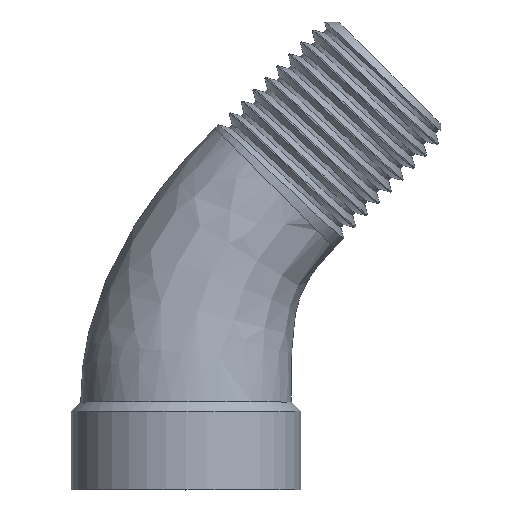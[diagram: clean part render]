
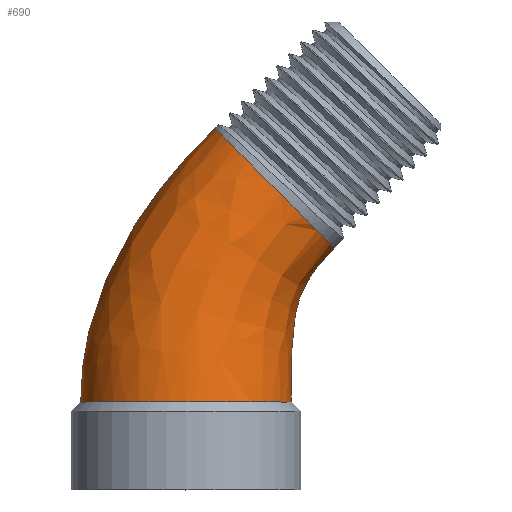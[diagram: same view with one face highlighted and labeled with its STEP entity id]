
A CAD part, top view. The second image highlights one B-rep face of the part: STEP entity #690.
In plain terms, the highlighted free-form (B-spline) face has degree [3, 3] with [11, 4] control points.
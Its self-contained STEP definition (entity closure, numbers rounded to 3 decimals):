
#60=B_SPLINE_SURFACE_WITH_KNOTS('',3,3,((#5515,#5516,#5517,#5518),(#5519,
#5520,#5521,#5522),(#5523,#5524,#5525,#5526),(#5527,#5528,#5529,#5530),
(#5531,#5532,#5533,#5534),(#5535,#5536,#5537,#5538),(#5539,#5540,#5541,
#5542),(#5543,#5544,#5545,#5546),(#5547,#5548,#5549,#5550),(#5551,#5552,
#5553,#5554),(#5555,#5556,#5557,#5558)),.UNSPECIFIED.,.F.,.F.,.F.,(4,1,
1,1,1,1,1,1,4),(4,4),(0.5,0.563,0.625,0.688,0.75,0.813,0.875,0.938,
1.),(0.,1.),.UNSPECIFIED.);
#194=ORIENTED_EDGE('',*,*,#411,.F.);
#195=ORIENTED_EDGE('',*,*,#412,.T.);
#196=ORIENTED_EDGE('',*,*,#413,.T.);
#197=ORIENTED_EDGE('',*,*,#414,.F.);
#198=ORIENTED_EDGE('',*,*,#415,.F.);
#411=EDGE_CURVE('',#520,#521,#592,.T.);
#412=EDGE_CURVE('',#520,#522,#593,.F.);
#413=EDGE_CURVE('',#522,#523,#594,.T.);
#414=EDGE_CURVE('',#524,#523,#595,.T.);
#415=EDGE_CURVE('',#521,#524,#596,.T.);
#520=VERTEX_POINT('',#5563);
#521=VERTEX_POINT('',#5564);
#522=VERTEX_POINT('',#5572);
#523=VERTEX_POINT('',#5577);
#524=VERTEX_POINT('',#5583);
#592=B_SPLINE_CURVE_WITH_KNOTS('',3,(#5559,#5560,#5561,#5562),
 .UNSPECIFIED.,.F.,.F.,(4,4),(0.,1.),.UNSPECIFIED.);
#593=B_SPLINE_CURVE_WITH_KNOTS('',3,(#5565,#5566,#5567,#5568,#5569,#5570,
#5571),.UNSPECIFIED.,.F.,.F.,(4,1,1,1,4),(0.,0.25,0.5,0.75,1.),
 .UNSPECIFIED.);
#594=B_SPLINE_CURVE_WITH_KNOTS('',3,(#5573,#5574,#5575,#5576),
 .UNSPECIFIED.,.F.,.F.,(4,4),(0.,1.),.UNSPECIFIED.);
#595=B_SPLINE_CURVE_WITH_KNOTS('',3,(#5578,#5579,#5580,#5581,#5582),
 .UNSPECIFIED.,.F.,.F.,(4,1,4),(0.,0.5,1.),.UNSPECIFIED.);
#596=B_SPLINE_CURVE_WITH_KNOTS('',3,(#5584,#5585,#5586,#5587,#5588),
 .UNSPECIFIED.,.F.,.F.,(4,1,4),(0.,0.5,1.),.UNSPECIFIED.);
#621=EDGE_LOOP('',(#194,#195,#196,#197,#198));
#652=FACE_BOUND('',#621,.T.);
#690=ADVANCED_FACE('',(#652),#60,.T.);
#5515=CARTESIAN_POINT('',(11.844,19.298,0.));
#5516=CARTESIAN_POINT('',(8.309,15.763,0.));
#5517=CARTESIAN_POINT('',(8.4,13.667,0.));
#5518=CARTESIAN_POINT('',(8.4,7.,0.));
#5519=CARTESIAN_POINT('',(11.844,19.298,0.884));
#5520=CARTESIAN_POINT('',(8.309,15.763,0.956));
#5521=CARTESIAN_POINT('',(8.4,13.667,1.028));
#5522=CARTESIAN_POINT('',(8.4,7.,1.1));
#5523=CARTESIAN_POINT('',(11.596,19.546,2.65));
#5524=CARTESIAN_POINT('',(8.036,15.991,2.866));
#5525=CARTESIAN_POINT('',(7.95,13.754,3.082));
#5526=CARTESIAN_POINT('',(7.963,7.,3.298));
#5527=CARTESIAN_POINT('',(10.534,20.608,4.897));
#5528=CARTESIAN_POINT('',(6.851,16.933,5.297));
#5529=CARTESIAN_POINT('',(6.067,14.126,5.696));
#5530=CARTESIAN_POINT('',(6.094,7.,6.095));
#5531=CARTESIAN_POINT('',(8.945,22.197,6.399));
#5532=CARTESIAN_POINT('',(5.063,18.321,6.92));
#5533=CARTESIAN_POINT('',(3.277,14.68,7.441));
#5534=CARTESIAN_POINT('',(3.298,7.,7.963));
#5535=CARTESIAN_POINT('',(7.071,24.071,6.926));
#5536=CARTESIAN_POINT('',(2.946,19.946,7.49));
#5537=CARTESIAN_POINT('',(0.,15.333,8.055));
#5538=CARTESIAN_POINT('',(0.,7.,8.619));
#5539=CARTESIAN_POINT('',(5.197,25.945,6.399));
#5540=CARTESIAN_POINT('',(0.83,21.571,6.92));
#5541=CARTESIAN_POINT('',(-3.277,15.986,7.441));
#5542=CARTESIAN_POINT('',(-3.298,7.,7.963));
#5543=CARTESIAN_POINT('',(3.608,27.534,4.897));
#5544=CARTESIAN_POINT('',(-0.958,22.959,5.297));
#5545=CARTESIAN_POINT('',(-6.067,16.541,5.696));
#5546=CARTESIAN_POINT('',(-6.094,7.,6.095));
#5547=CARTESIAN_POINT('',(2.546,28.596,2.65));
#5548=CARTESIAN_POINT('',(-2.144,23.902,2.866));
#5549=CARTESIAN_POINT('',(-7.95,16.913,3.082));
#5550=CARTESIAN_POINT('',(-7.963,7.,3.298));
#5551=CARTESIAN_POINT('',(2.298,28.844,0.884));
#5552=CARTESIAN_POINT('',(-2.416,24.13,0.956));
#5553=CARTESIAN_POINT('',(-8.4,17.,1.028));
#5554=CARTESIAN_POINT('',(-8.4,7.,1.1));
#5555=CARTESIAN_POINT('',(2.298,28.844,0.));
#5556=CARTESIAN_POINT('',(-2.416,24.13,0.));
#5557=CARTESIAN_POINT('',(-8.4,17.,0.));
#5558=CARTESIAN_POINT('',(-8.4,7.,0.));
#5559=CARTESIAN_POINT('',(11.844,19.298,0.));
#5560=CARTESIAN_POINT('',(8.309,15.763,0.));
#5561=CARTESIAN_POINT('',(8.4,13.667,0.));
#5562=CARTESIAN_POINT('',(8.4,7.,0.));
#5563=CARTESIAN_POINT('',(11.844,19.298,0.));
#5564=CARTESIAN_POINT('',(8.4,7.,0.));
#5565=CARTESIAN_POINT('',(2.298,28.844,0.));
#5566=CARTESIAN_POINT('',(2.298,28.844,1.767));
#5567=CARTESIAN_POINT('',(3.331,27.811,5.287));
#5568=CARTESIAN_POINT('',(7.071,24.071,7.481));
#5569=CARTESIAN_POINT('',(10.811,20.331,5.287));
#5570=CARTESIAN_POINT('',(11.844,19.298,1.767));
#5571=CARTESIAN_POINT('',(11.844,19.298,0.));
#5572=CARTESIAN_POINT('',(2.298,28.844,0.));
#5573=CARTESIAN_POINT('',(2.298,28.844,0.));
#5574=CARTESIAN_POINT('',(-2.416,24.13,0.));
#5575=CARTESIAN_POINT('',(-8.4,17.,0.));
#5576=CARTESIAN_POINT('',(-8.4,7.,0.));
#5577=CARTESIAN_POINT('',(-8.4,7.,0.));
#5578=CARTESIAN_POINT('',(0.,7.,8.4));
#5579=CARTESIAN_POINT('',(-2.199,7.,8.4));
#5580=CARTESIAN_POINT('',(-6.58,7.,6.58));
#5581=CARTESIAN_POINT('',(-8.4,7.,2.199));
#5582=CARTESIAN_POINT('',(-8.4,7.,0.));
#5583=CARTESIAN_POINT('',(0.,7.,8.4));
#5584=CARTESIAN_POINT('',(8.4,7.,0.));
#5585=CARTESIAN_POINT('',(8.4,7.,2.199));
#5586=CARTESIAN_POINT('',(6.58,7.,6.58));
#5587=CARTESIAN_POINT('',(2.199,7.,8.4));
#5588=CARTESIAN_POINT('',(0.,7.,8.4));
